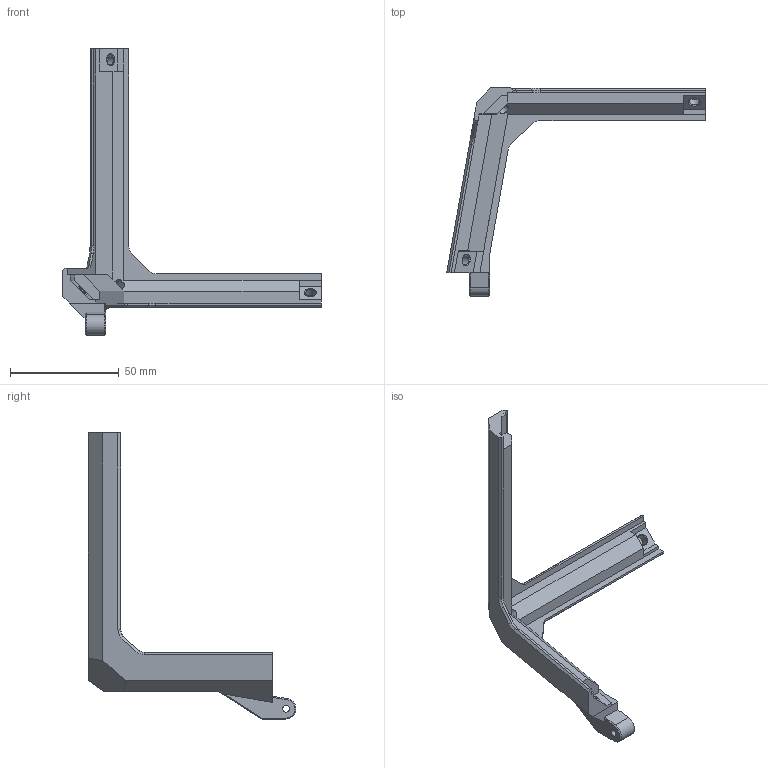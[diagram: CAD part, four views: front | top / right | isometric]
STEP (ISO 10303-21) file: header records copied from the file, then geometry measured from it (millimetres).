
FILE_DESCRIPTION(/* description */ (''),/* implementation_level */ '2;1');
FILE_NAME(/* name */ 'Tophat_Part_back_left.step',/* time_stamp */ '2021-09-12T16:34:28+02:00',/* author */ (''),/* organization */ (''),/* preprocessor_version */ 'ST-DEVELOPER v18.1',/* originating_system */ 'Autodesk Translation Framework v10.9.0.1377',/* authorisation */ '');
FILE_SCHEMA (('AUTOMOTIVE_DESIGN { 1 0 10303 214 3 1 1 }'));
Length unit declared in the file: millimetre
Products named in the file (1): Tophat_Part_back_left
Bounding box: 119 x 95.74 x 131.75 mm (x, y, z)
Volume: 44324.9 mm3; surface area: 17661.1 mm2
Topology: 1 solids, 1 shells, 95 faces, 242 edges, 152 vertices
Faces by surface type: plane 72, cylinder 12, cone 11
Full cylindrical faces by diameter (mm): 3.1 x1, 4.6 x4
Entity records: 2854 total; most frequent: CARTESIAN_POINT 490, ORIENTED_EDGE 484, DIRECTION 472, EDGE_CURVE 242, LINE 204, VECTOR 204, VERTEX_POINT 152, AXIS2_PLACEMENT_3D 134
